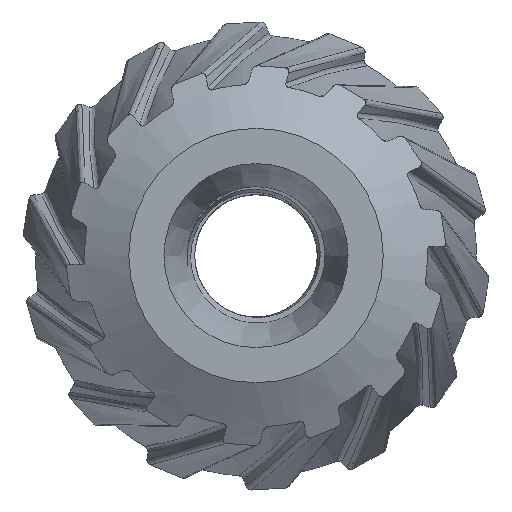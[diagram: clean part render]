
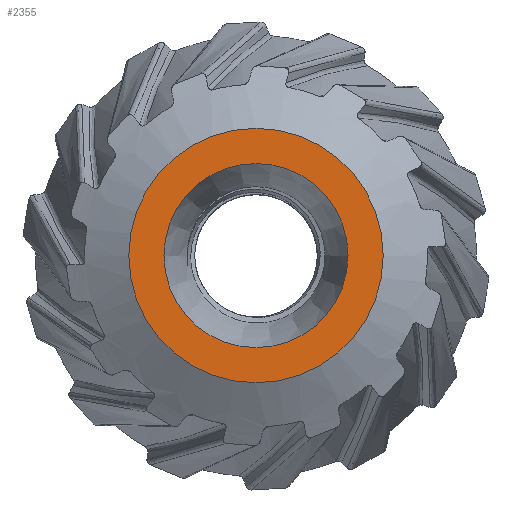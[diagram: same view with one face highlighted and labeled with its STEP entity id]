
A CAD part, top view. The second image highlights one B-rep face of the part: STEP entity #2355.
In plain terms, the highlighted planar face has unit normal (0, 0, 1).
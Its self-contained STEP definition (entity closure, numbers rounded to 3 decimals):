
#15=FACE_BOUND('',#287,.T.);
#17=PLANE('',#2511);
#150=FACE_OUTER_BOUND('',#286,.T.);
#286=EDGE_LOOP('',(#1594));
#287=EDGE_LOOP('',(#1595));
#413=CIRCLE('',#2509,5.048);
#415=CIRCLE('',#2512,6.976);
#865=VERTEX_POINT('',#5139);
#869=VERTEX_POINT('',#5438);
#1150=EDGE_CURVE('',#865,#865,#413,.T.);
#1157=EDGE_CURVE('',#869,#869,#415,.T.);
#1594=ORIENTED_EDGE('',*,*,#1157,.F.);
#1595=ORIENTED_EDGE('',*,*,#1150,.F.);
#2355=ADVANCED_FACE('',(#150,#15),#17,.T.);
#2509=AXIS2_PLACEMENT_3D('',#5141,#2678,#2679);
#2511=AXIS2_PLACEMENT_3D('',#5437,#2682,#2683);
#2512=AXIS2_PLACEMENT_3D('',#5439,#2684,#2685);
#2678=DIRECTION('center_axis',(0.,0.,1.));
#2679=DIRECTION('ref_axis',(1.,0.,0.));
#2682=DIRECTION('center_axis',(0.,0.,1.));
#2683=DIRECTION('ref_axis',(1.,0.,0.));
#2684=DIRECTION('center_axis',(0.,0.,-1.));
#2685=DIRECTION('ref_axis',(1.,0.,0.));
#5139=CARTESIAN_POINT('',(-5.048,0.,16.));
#5141=CARTESIAN_POINT('Origin',(0.,0.,16.));
#5437=CARTESIAN_POINT('Origin',(0.,0.,16.));
#5438=CARTESIAN_POINT('',(-6.976,0.,16.));
#5439=CARTESIAN_POINT('Origin',(0.,0.,16.));
